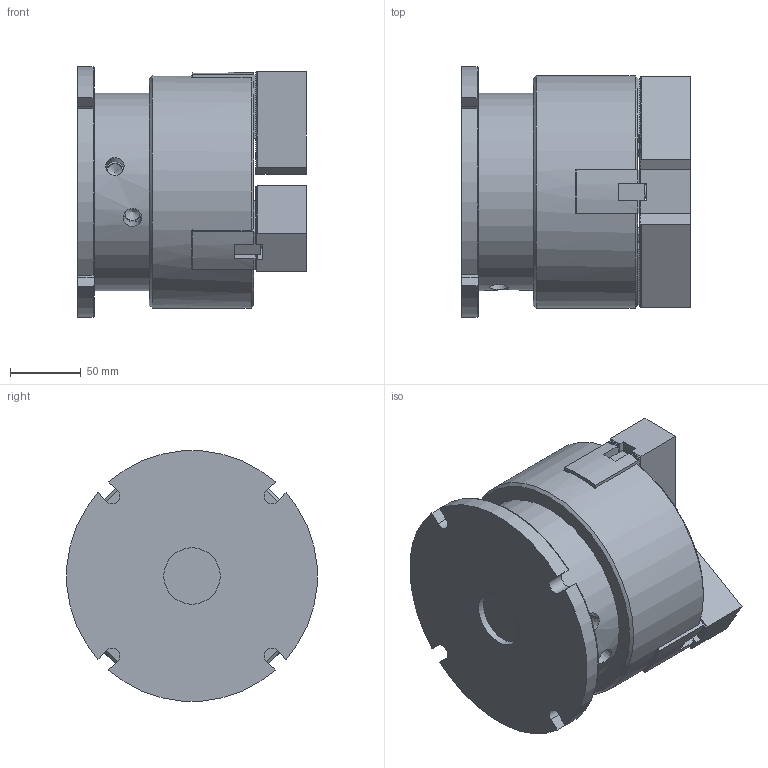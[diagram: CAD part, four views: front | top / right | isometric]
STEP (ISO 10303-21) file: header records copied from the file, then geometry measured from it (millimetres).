
FILE_DESCRIPTION (( 'STEP AP203' ), '1' );
FILE_NAME ('CF-VP-306.STEP', '2024-02-21T00:25:04', ( '' ), ( '' ), 'SwSTEP 2.0', 'SolidWorks 2020', '' );
FILE_SCHEMA (( 'CONFIG_CONTROL_DESIGN' ));
Length unit declared in the file: millimetre
Products named in the file (16): CF-3P-06-02000; 圓頭內六角螺栓_M10x25; CF-3P-06-03000; CF-3P-06-09000; CF-VP-06-01000; CF-3P-06-04000; CF-3P-06_VP-206用組態; CF-VP-06-02000; 圓頭內六角螺栓_M10x70; CF-VP-306; CF-VP-06-03000; 圓頭內六角螺栓_M5x12; CF-VP-06; CF-3H-206-04000(T型塊); CF-3P-06-01000; SJ-06
Assembly tree (33 placements, depth 3):
  CF-VP-306
    CF-VP-06
      CF-VP-06-01000
      CF-VP-06-02000
      CF-VP-06-03000
    CF-3P-06_VP-206用組態
      CF-3P-06-01000
      CF-3P-06-02000
      CF-3P-06-03000  x3
      CF-3P-06-04000
      圓頭內六角螺栓_M10x70  x6
      圓頭內六角螺栓_M5x12  x3
      CF-3H-206-04000(T型塊)  x3
      SJ-06  x3
      圓頭內六角螺栓_M10x25  x6
      CF-3P-06-09000
Bounding box: 162.3 x 177.43 x 177.43 mm (x, y, z)
Volume: 2598031 mm3; surface area: 408552 mm2
Topology: 31 solids, 31 shells, 2390 faces, 6726 edges, 4433 vertices
Faces by surface type: plane 1842, cylinder 444, cone 80, torus 24
Full cylindrical faces by diameter (mm): 4.2 x3, 5 x7, 5.5 x3, 6 x1, 8.5 x21, 9.5 x3, 10 x12, 10.7 x2, 11 x12, 16 x12, 17 x12, 20.9 x1, 21 x1, 24 x2, 32 x1, 32.5 x1, 34 x1, 34.5 x1, 35 x2, 40 x1, 48 x1, 55 x1, 75 x2, 140 x2, 165 x1
Entity records: 30448 total; most frequent: CARTESIAN_POINT 5990, ORIENTED_EDGE 4740, DIRECTION 4311, EDGE_CURVE 2370, LINE 1827, VECTOR 1827, VERTEX_POINT 1625, AXIS2_PLACEMENT_3D 1242
